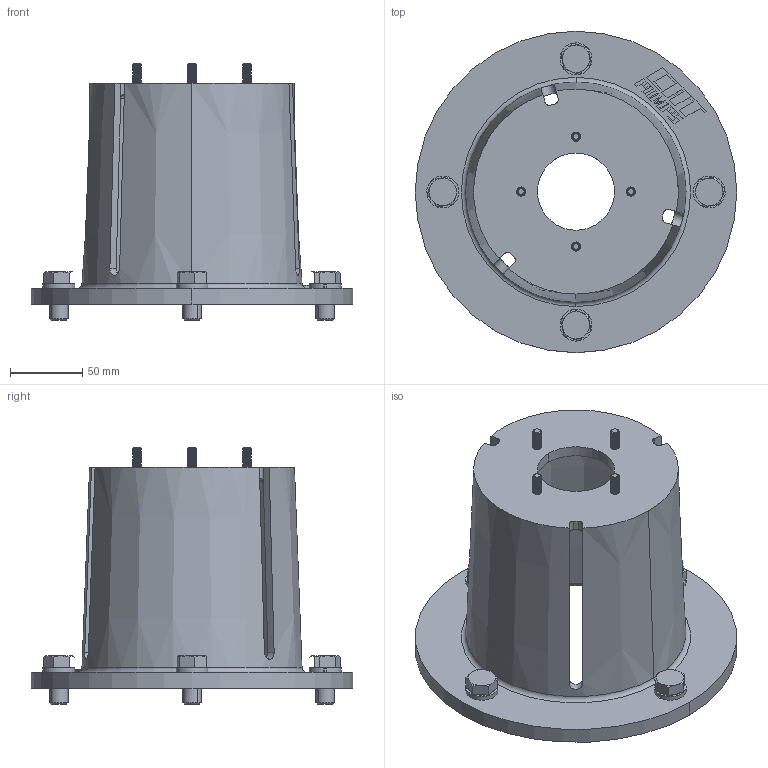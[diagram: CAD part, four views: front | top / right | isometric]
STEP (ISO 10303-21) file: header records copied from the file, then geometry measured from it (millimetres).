
FILE_DESCRIPTION (( 'STEP AP214' ), '1' );
FILE_NAME ('76215.3CP.STEP', '2014-04-22T15:58:24', ( 'it' ), ( '' ), 'SwSTEP 2.0', 'SolidWorks 2014', '' );
FILE_SCHEMA (( 'AUTOMOTIVE_DESIGN' ));
Length unit declared in the file: inch
Products named in the file (1): 76215.3CP
Bounding box: 222.25 x 222.25 x 177.66 mm (x, y, z)
Surface area: 212289.8 mm2 (no closed solid volume)
Topology: 0 solids, 24 shells, 511 faces, 1519 edges, 1016 vertices
Faces by surface type: cylinder 318, plane 132, cone 46, torus 10, bspline 5
Entity records: 28951 total; most frequent: CARTESIAN_POINT 10494, ORIENTED_EDGE 2560, DIRECTION 2144, EDGE_CURVE 1519, VERTEX_POINT 1016, AXIS2_PLACEMENT_3D 738, LINE 668, VECTOR 668
